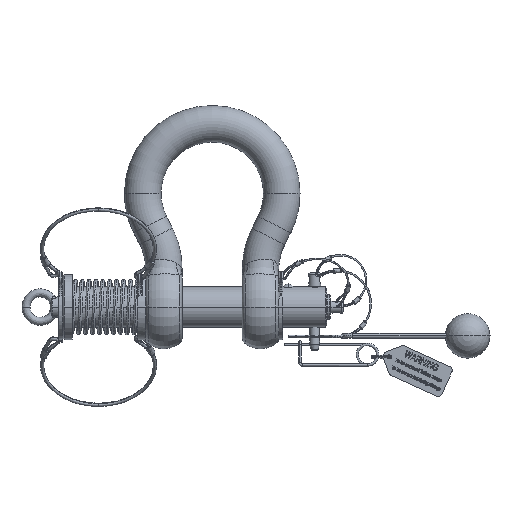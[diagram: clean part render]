
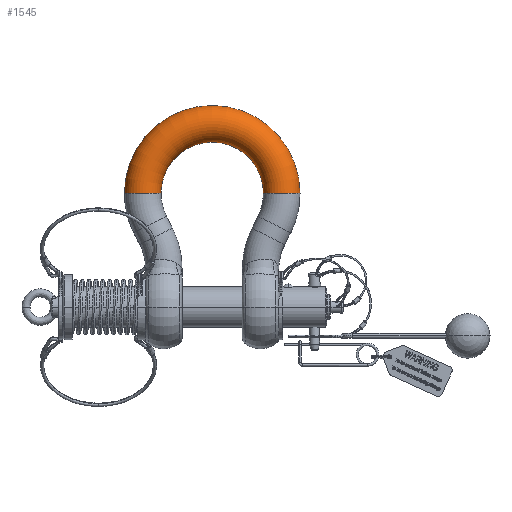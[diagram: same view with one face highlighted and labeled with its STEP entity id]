
A CAD part, top view. The second image highlights one B-rep face of the part: STEP entity #1545.
In plain terms, the highlighted toroidal (fillet/blend) face has major radius 85.5 mm and minor radius 22.5 mm.
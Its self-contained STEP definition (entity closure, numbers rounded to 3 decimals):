
#1545=ADVANCED_FACE('',(#3299),#3300,.T.);
#3299=FACE_OUTER_BOUND('',#6863,.T.);
#3300=TOROIDAL_SURFACE('',#6864,85.5,22.5);
#6863=EDGE_LOOP('',(#65030,#65031,#65032,#65033));
#6864=AXIS2_PLACEMENT_3D('',#65034,#65035,#65036);
#65030=ORIENTED_EDGE('',*,*,#76949,.F.);
#65031=ORIENTED_EDGE('',*,*,#77003,.T.);
#65032=ORIENTED_EDGE('',*,*,#76813,.T.);
#65033=ORIENTED_EDGE('',*,*,#77004,.F.);
#65034=CARTESIAN_POINT('',(-31.159,53.971,8.108));
#65035=DIRECTION('',(0.0,0.0,1.0));
#65036=DIRECTION('',(1.0,0.0,0.0));
#76813=EDGE_CURVE('',#81322,#81323,#81324,.T.);
#76949=EDGE_CURVE('',#81588,#81590,#81591,.T.);
#77003=EDGE_CURVE('',#81588,#81322,#81690,.T.);
#77004=EDGE_CURVE('',#81590,#81323,#81691,.T.);
#81322=VERTEX_POINT('',#89118);
#81323=VERTEX_POINT('',#89119);
#81324=CIRCLE('',#89120,22.5);
#81588=VERTEX_POINT('',#90164);
#81590=VERTEX_POINT('',#90166);
#81591=CIRCLE('',#90167,22.5);
#81690=CIRCLE('',#90453,108.0);
#81691=CIRCLE('',#90454,63.0);
#89118=CARTESIAN_POINT('',(-139.159,53.971,8.108));
#89119=CARTESIAN_POINT('',(-94.159,53.971,8.108));
#89120=AXIS2_PLACEMENT_3D('',#124455,#124456,#124457);
#90164=CARTESIAN_POINT('',(76.841,53.971,8.108));
#90166=CARTESIAN_POINT('',(31.841,53.971,8.108));
#90167=AXIS2_PLACEMENT_3D('',#124605,#124606,#124607);
#90453=AXIS2_PLACEMENT_3D('',#124683,#124684,#124685);
#90454=AXIS2_PLACEMENT_3D('',#124686,#124687,#124688);
#124455=CARTESIAN_POINT('',(-116.659,53.971,8.108));
#124456=DIRECTION('',(0.,1.0,0.0));
#124457=DIRECTION('',(-1.0,0.,0.0));
#124605=CARTESIAN_POINT('',(54.341,53.971,8.108));
#124606=DIRECTION('',(0.0,-1.0,0.0));
#124607=DIRECTION('',(0.0,0.0,-1.0));
#124683=CARTESIAN_POINT('',(-31.159,53.971,8.108));
#124684=DIRECTION('',(0.0,0.0,1.0));
#124685=DIRECTION('',(1.0,0.0,0.0));
#124686=CARTESIAN_POINT('',(-31.159,53.971,8.108));
#124687=DIRECTION('',(0.0,0.0,1.0));
#124688=DIRECTION('',(1.0,0.0,0.0));
